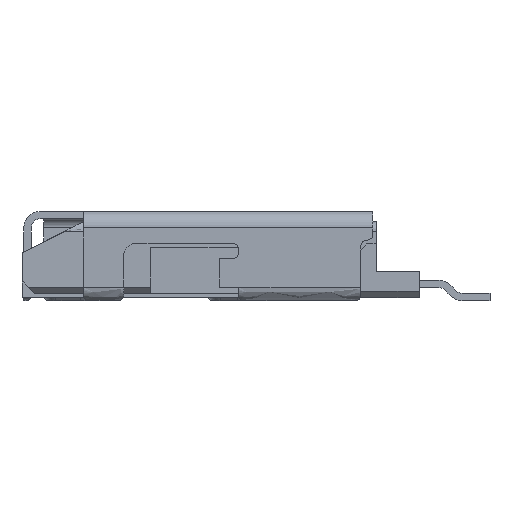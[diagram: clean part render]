
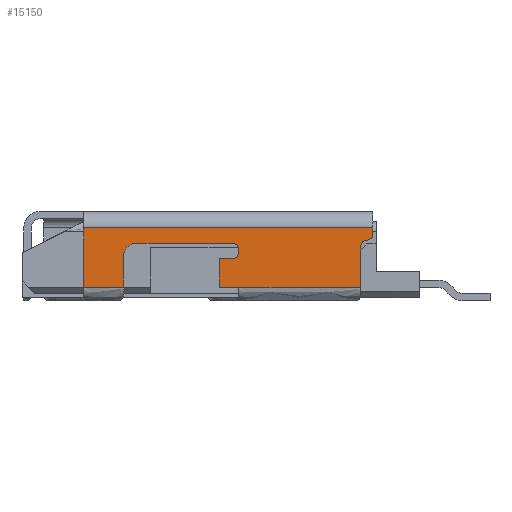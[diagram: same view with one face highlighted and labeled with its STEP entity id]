
A CAD part, left-side view. The second image highlights one B-rep face of the part: STEP entity #15150.
In plain terms, the highlighted free-form (B-spline) face has degree [1, 1] with [2, 2] control points.
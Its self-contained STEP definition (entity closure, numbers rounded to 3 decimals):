
#2437 = VERTEX_POINT('',#2438);
#2438 = CARTESIAN_POINT('',(0.03,4.205,-0.045));
#2445 = EDGE_CURVE('',#2437,#2446,#2448,.T.);
#2446 = VERTEX_POINT('',#2447);
#2447 = CARTESIAN_POINT('',(0.03,2.225,-0.045));
#2448 = LINE('',#2449,#2450);
#2449 = CARTESIAN_POINT('',(0.03,4.205,-0.045));
#2450 = VECTOR('',#2451,1.);
#2451 = DIRECTION('',(0.,-1.,0.));
#14359 = VERTEX_POINT('',#14360);
#14360 = CARTESIAN_POINT('',(0.03,2.025,0.915));
#14367 = EDGE_CURVE('',#14368,#14359,#14370,.T.);
#14368 = VERTEX_POINT('',#14369);
#14369 = CARTESIAN_POINT('',(0.03,2.025,0.815));
#14370 = LINE('',#14371,#14372);
#14371 = CARTESIAN_POINT('',(0.03,2.025,0.815));
#14372 = VECTOR('',#14373,1.);
#14373 = DIRECTION('',(0.,0.,1.));
#14914 = VERTEX_POINT('',#14915);
#14915 = CARTESIAN_POINT('',(0.03,6.725,-0.045));
#14922 = EDGE_CURVE('',#14923,#14914,#14925,.T.);
#14923 = VERTEX_POINT('',#14924);
#14924 = CARTESIAN_POINT('',(0.03,6.725,0.915));
#14925 = LINE('',#14926,#14927);
#14926 = CARTESIAN_POINT('',(0.03,6.725,0.915));
#14927 = VECTOR('',#14928,1.);
#14928 = DIRECTION('',(0.,0.,-1.));
#15118 = EDGE_CURVE('',#14914,#15119,#15121,.T.);
#15119 = VERTEX_POINT('',#15120);
#15120 = CARTESIAN_POINT('',(0.03,6.075,-0.045));
#15121 = LINE('',#15122,#15123);
#15122 = CARTESIAN_POINT('',(0.03,6.725,-0.045));
#15123 = VECTOR('',#15124,1.);
#15124 = DIRECTION('',(0.,-1.,0.));
#15150 = ADVANCED_FACE('',(#15151),#15268,.T.);
#15151 = FACE_BOUND('',#15152,.T.);
#15152 = EDGE_LOOP('',(#15153,#15161,#15170,#15178,#15187,#15195,#15204,
    #15212,#15220,#15226,#15227,#15235,#15243,#15252,#15259,#15260,
    #15266,#15267));
#15153 = ORIENTED_EDGE('',*,*,#15154,.T.);
#15154 = EDGE_CURVE('',#15119,#15155,#15157,.T.);
#15155 = VERTEX_POINT('',#15156);
#15156 = CARTESIAN_POINT('',(0.03,6.075,0.465));
#15157 = LINE('',#15158,#15159);
#15158 = CARTESIAN_POINT('',(0.03,6.075,-0.045));
#15159 = VECTOR('',#15160,1.);
#15160 = DIRECTION('',(0.,0.,1.));
#15161 = ORIENTED_EDGE('',*,*,#15162,.T.);
#15162 = EDGE_CURVE('',#15155,#15163,#15165,.T.);
#15163 = VERTEX_POINT('',#15164);
#15164 = CARTESIAN_POINT('',(0.03,5.875,0.665));
#15165 = CIRCLE('',#15166,0.2);
#15166 = AXIS2_PLACEMENT_3D('',#15167,#15168,#15169);
#15167 = CARTESIAN_POINT('',(0.03,5.875,0.465));
#15168 = DIRECTION('',(1.,-0.,0.));
#15169 = DIRECTION('',(0.,1.,0.));
#15170 = ORIENTED_EDGE('',*,*,#15171,.T.);
#15171 = EDGE_CURVE('',#15163,#15172,#15174,.T.);
#15172 = VERTEX_POINT('',#15173);
#15173 = CARTESIAN_POINT('',(0.03,4.305,0.665));
#15174 = LINE('',#15175,#15176);
#15175 = CARTESIAN_POINT('',(0.03,5.875,0.665));
#15176 = VECTOR('',#15177,1.);
#15177 = DIRECTION('',(0.,-1.,0.));
#15178 = ORIENTED_EDGE('',*,*,#15179,.T.);
#15179 = EDGE_CURVE('',#15172,#15180,#15182,.T.);
#15180 = VERTEX_POINT('',#15181);
#15181 = CARTESIAN_POINT('',(0.03,4.205,0.565));
#15182 = CIRCLE('',#15183,0.1);
#15183 = AXIS2_PLACEMENT_3D('',#15184,#15185,#15186);
#15184 = CARTESIAN_POINT('',(0.03,4.305,0.565));
#15185 = DIRECTION('',(1.,0.,-0.));
#15186 = DIRECTION('',(0.,0.,1.));
#15187 = ORIENTED_EDGE('',*,*,#15188,.T.);
#15188 = EDGE_CURVE('',#15180,#15189,#15191,.T.);
#15189 = VERTEX_POINT('',#15190);
#15190 = CARTESIAN_POINT('',(0.03,4.205,0.515));
#15191 = LINE('',#15192,#15193);
#15192 = CARTESIAN_POINT('',(0.03,4.205,0.565));
#15193 = VECTOR('',#15194,1.);
#15194 = DIRECTION('',(0.,0.,-1.));
#15195 = ORIENTED_EDGE('',*,*,#15196,.T.);
#15196 = EDGE_CURVE('',#15189,#15197,#15199,.T.);
#15197 = VERTEX_POINT('',#15198);
#15198 = CARTESIAN_POINT('',(0.03,4.305,0.415));
#15199 = CIRCLE('',#15200,0.1);
#15200 = AXIS2_PLACEMENT_3D('',#15201,#15202,#15203);
#15201 = CARTESIAN_POINT('',(0.03,4.305,0.515));
#15202 = DIRECTION('',(1.,0.,0.));
#15203 = DIRECTION('',(0.,-1.,0.));
#15204 = ORIENTED_EDGE('',*,*,#15205,.T.);
#15205 = EDGE_CURVE('',#15197,#15206,#15208,.T.);
#15206 = VERTEX_POINT('',#15207);
#15207 = CARTESIAN_POINT('',(0.03,4.525,0.415));
#15208 = LINE('',#15209,#15210);
#15209 = CARTESIAN_POINT('',(0.03,4.305,0.415));
#15210 = VECTOR('',#15211,1.);
#15211 = DIRECTION('',(0.,1.,0.));
#15212 = ORIENTED_EDGE('',*,*,#15213,.T.);
#15213 = EDGE_CURVE('',#15206,#15214,#15216,.T.);
#15214 = VERTEX_POINT('',#15215);
#15215 = CARTESIAN_POINT('',(0.03,4.525,-0.045));
#15216 = LINE('',#15217,#15218);
#15217 = CARTESIAN_POINT('',(0.03,4.525,0.415));
#15218 = VECTOR('',#15219,1.);
#15219 = DIRECTION('',(0.,0.,-1.));
#15220 = ORIENTED_EDGE('',*,*,#15221,.T.);
#15221 = EDGE_CURVE('',#15214,#2437,#15222,.T.);
#15222 = LINE('',#15223,#15224);
#15223 = CARTESIAN_POINT('',(0.03,4.525,-0.045));
#15224 = VECTOR('',#15225,1.);
#15225 = DIRECTION('',(0.,-1.,0.));
#15226 = ORIENTED_EDGE('',*,*,#2445,.T.);
#15227 = ORIENTED_EDGE('',*,*,#15228,.T.);
#15228 = EDGE_CURVE('',#2446,#15229,#15231,.T.);
#15229 = VERTEX_POINT('',#15230);
#15230 = CARTESIAN_POINT('',(0.03,2.225,0.555));
#15231 = LINE('',#15232,#15233);
#15232 = CARTESIAN_POINT('',(0.03,2.225,-0.045));
#15233 = VECTOR('',#15234,1.);
#15234 = DIRECTION('',(0.,0.,1.));
#15235 = ORIENTED_EDGE('',*,*,#15236,.T.);
#15236 = EDGE_CURVE('',#15229,#15237,#15239,.T.);
#15237 = VERTEX_POINT('',#15238);
#15238 = CARTESIAN_POINT('',(0.03,2.225,0.615));
#15239 = LINE('',#15240,#15241);
#15240 = CARTESIAN_POINT('',(0.03,2.225,0.555));
#15241 = VECTOR('',#15242,1.);
#15242 = DIRECTION('',(0.,0.,1.));
#15243 = ORIENTED_EDGE('',*,*,#15244,.T.);
#15244 = EDGE_CURVE('',#15237,#15245,#15247,.T.);
#15245 = VERTEX_POINT('',#15246);
#15246 = CARTESIAN_POINT('',(0.03,2.125,0.715));
#15247 = CIRCLE('',#15248,0.1);
#15248 = AXIS2_PLACEMENT_3D('',#15249,#15250,#15251);
#15249 = CARTESIAN_POINT('',(0.03,2.125,0.615));
#15250 = DIRECTION('',(1.,-0.,0.));
#15251 = DIRECTION('',(0.,1.,0.));
#15252 = ORIENTED_EDGE('',*,*,#15253,.T.);
#15253 = EDGE_CURVE('',#15245,#14368,#15254,.T.);
#15254 = CIRCLE('',#15255,0.1);
#15255 = AXIS2_PLACEMENT_3D('',#15256,#15257,#15258);
#15256 = CARTESIAN_POINT('',(0.03,2.125,0.815));
#15257 = DIRECTION('',(-1.,-0.,0.));
#15258 = DIRECTION('',(0.,0.,-1.));
#15259 = ORIENTED_EDGE('',*,*,#14367,.T.);
#15260 = ORIENTED_EDGE('',*,*,#15261,.F.);
#15261 = EDGE_CURVE('',#14923,#14359,#15262,.T.);
#15262 = LINE('',#15263,#15264);
#15263 = CARTESIAN_POINT('',(0.03,6.725,0.915));
#15264 = VECTOR('',#15265,1.);
#15265 = DIRECTION('',(0.,-1.,0.));
#15266 = ORIENTED_EDGE('',*,*,#14922,.T.);
#15267 = ORIENTED_EDGE('',*,*,#15118,.T.);
#15268 = B_SPLINE_SURFACE_WITH_KNOTS('',1,1,(
    (#15269,#15270)
    ,(#15271,#15272
    )),.UNSPECIFIED.,.F.,.F.,.F.,(2,2),(2,2),(-0.094,4.794),(-1.249,
    -0.251),.PIECEWISE_BEZIER_KNOTS.);
#15269 = CARTESIAN_POINT('',(0.03,6.819,-0.064));
#15270 = CARTESIAN_POINT('',(0.03,6.819,0.934));
#15271 = CARTESIAN_POINT('',(0.03,1.931,-0.064));
#15272 = CARTESIAN_POINT('',(0.03,1.931,0.934));
